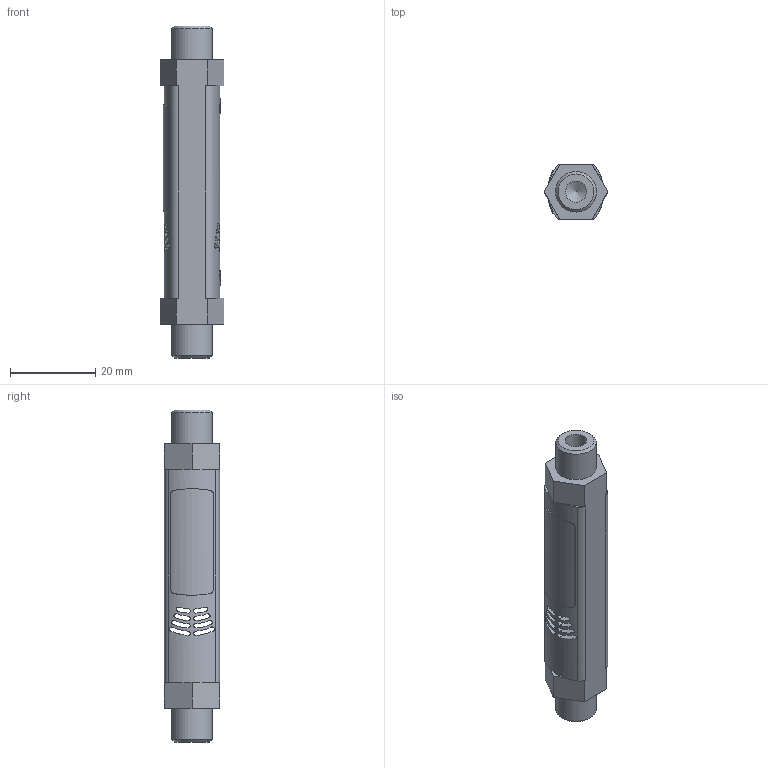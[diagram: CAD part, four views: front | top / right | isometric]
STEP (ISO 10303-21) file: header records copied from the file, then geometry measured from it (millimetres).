
FILE_DESCRIPTION(/* description */ ('Ytterhölje'),/* implementation_level */ '2;1');
FILE_NAME(/* name */ 'Inline Solid G1_8.stp',/* time_stamp */ '2015-01-29T11:08:30+01:00',/* author */ ('Lars'),/* organization */ (''),/* preprocessor_version */ 'ST-DEVELOPER v15.6',/* originating_system */ 'Autodesk Inventor 2015',/* authorisation */ '');
FILE_SCHEMA (('AUTOMOTIVE_DESIGN { 1 0 10303 214 3 1 1 }'));
Length unit declared in the file: millimetre
Products named in the file (1): Inline Solid G1_8
Bounding box: 15.01 x 13 x 78 mm (x, y, z)
Volume: 9723.3 mm3; surface area: 4675.6 mm2
Topology: 1 solids, 1 shells, 115 faces, 301 edges, 194 vertices
Faces by surface type: cylinder 52, plane 51, bspline 8, cone 4
Full cylindrical faces by diameter (mm): 5 x2, 9.55 x2
Entity records: 4390 total; most frequent: CARTESIAN_POINT 1692, ORIENTED_EDGE 582, DIRECTION 477, EDGE_CURVE 291, VERTEX_POINT 192, AXIS2_PLACEMENT_3D 170, EDGE_LOOP 145, LINE 137
